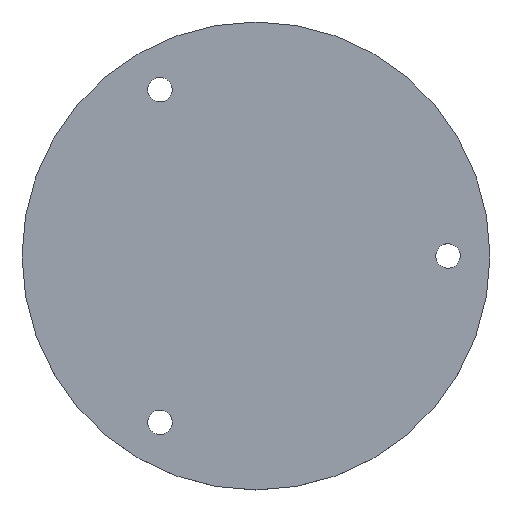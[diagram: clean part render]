
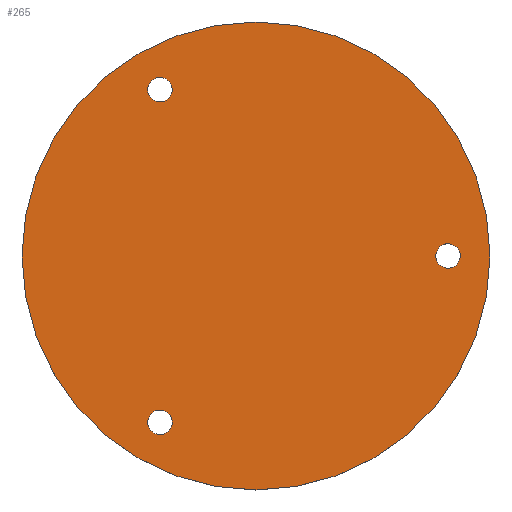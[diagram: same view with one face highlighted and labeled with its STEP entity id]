
A CAD part, top view. The second image highlights one B-rep face of the part: STEP entity #265.
In plain terms, the highlighted planar face has unit normal (0, 0, 1).
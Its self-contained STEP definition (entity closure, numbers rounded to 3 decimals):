
#63=CARTESIAN_POINT('Vertex',(25.964,0.839,3.4)) ;
#77=CARTESIAN_POINT('Vertex',(29.036,-0.839,3.4)) ;
#80=CARTESIAN_POINT('Axis2P3D Location',(27.5,0.,3.4)) ;
#97=CARTESIAN_POINT('Axis2P3D Location',(27.5,0.,3.4)) ;
#120=CARTESIAN_POINT('Vertex',(33.5,0.,3.4)) ;
#134=CARTESIAN_POINT('Vertex',(-33.5,0.,3.4)) ;
#137=CARTESIAN_POINT('Axis2P3D Location',(0.,0.,3.4)) ;
#154=CARTESIAN_POINT('Axis2P3D Location',(0.,0.,3.4)) ;
#216=CARTESIAN_POINT('Axis2P3D Location',(0.,0.,3.4)) ;
#229=CARTESIAN_POINT('Axis2P3D Location',(-13.75,23.816,3.4)) ;
#233=CARTESIAN_POINT('Vertex',(-13.791,25.565,3.4)) ;
#235=CARTESIAN_POINT('Vertex',(-13.709,22.066,3.4)) ;
#238=CARTESIAN_POINT('Axis2P3D Location',(-13.75,23.816,3.4)) ;
#247=CARTESIAN_POINT('Axis2P3D Location',(-13.75,-23.816,3.4)) ;
#251=CARTESIAN_POINT('Vertex',(-15.244,-24.726,3.4)) ;
#253=CARTESIAN_POINT('Vertex',(-12.256,-22.905,3.4)) ;
#256=CARTESIAN_POINT('Axis2P3D Location',(-13.75,-23.816,3.4)) ;
#81=DIRECTION('Axis2P3D Direction',(0.,0.,-1.)) ;
#98=DIRECTION('Axis2P3D Direction',(0.,0.,-1.)) ;
#138=DIRECTION('Axis2P3D Direction',(0.,0.,1.)) ;
#155=DIRECTION('Axis2P3D Direction',(0.,0.,1.)) ;
#217=DIRECTION('Axis2P3D Direction',(0.,0.,1.)) ;
#218=DIRECTION('Axis2P3D XDirection',(1.,0.,0.)) ;
#230=DIRECTION('Axis2P3D Direction',(0.,0.,1.)) ;
#239=DIRECTION('Axis2P3D Direction',(0.,0.,1.)) ;
#248=DIRECTION('Axis2P3D Direction',(0.,0.,1.)) ;
#257=DIRECTION('Axis2P3D Direction',(0.,0.,1.)) ;
#82=AXIS2_PLACEMENT_3D('Circle Axis2P3D',#80,#81,$) ;
#99=AXIS2_PLACEMENT_3D('Circle Axis2P3D',#97,#98,$) ;
#139=AXIS2_PLACEMENT_3D('Circle Axis2P3D',#137,#138,$) ;
#156=AXIS2_PLACEMENT_3D('Circle Axis2P3D',#154,#155,$) ;
#219=AXIS2_PLACEMENT_3D('Plane Axis2P3D',#216,#217,#218) ;
#231=AXIS2_PLACEMENT_3D('Circle Axis2P3D',#229,#230,$) ;
#240=AXIS2_PLACEMENT_3D('Circle Axis2P3D',#238,#239,$) ;
#249=AXIS2_PLACEMENT_3D('Circle Axis2P3D',#247,#248,$) ;
#258=AXIS2_PLACEMENT_3D('Circle Axis2P3D',#256,#257,$) ;
#222=ORIENTED_EDGE('',*,*,#141,.T.) ;
#223=ORIENTED_EDGE('',*,*,#158,.T.) ;
#226=ORIENTED_EDGE('',*,*,#101,.F.) ;
#227=ORIENTED_EDGE('',*,*,#84,.F.) ;
#244=ORIENTED_EDGE('',*,*,#237,.F.) ;
#245=ORIENTED_EDGE('',*,*,#242,.F.) ;
#262=ORIENTED_EDGE('',*,*,#255,.F.) ;
#263=ORIENTED_EDGE('',*,*,#260,.F.) ;
#228=FACE_BOUND('',#225,.T.) ;
#246=FACE_BOUND('',#243,.T.) ;
#264=FACE_BOUND('',#261,.T.) ;
#265=ADVANCED_FACE('',(#224,#228,#246,#264),#220,.T.) ;
#83=CIRCLE('generated circle',#82,1.75) ;
#100=CIRCLE('generated circle',#99,1.75) ;
#140=CIRCLE('generated circle',#139,33.5) ;
#157=CIRCLE('generated circle',#156,33.5) ;
#232=CIRCLE('generated circle',#231,1.75) ;
#241=CIRCLE('generated circle',#240,1.75) ;
#250=CIRCLE('generated circle',#249,1.75) ;
#259=CIRCLE('generated circle',#258,1.75) ;
#84=EDGE_CURVE('',#78,#64,#83,.F.) ;
#101=EDGE_CURVE('',#64,#78,#100,.F.) ;
#141=EDGE_CURVE('',#121,#135,#140,.T.) ;
#158=EDGE_CURVE('',#135,#121,#157,.T.) ;
#237=EDGE_CURVE('',#234,#236,#232,.T.) ;
#242=EDGE_CURVE('',#236,#234,#241,.T.) ;
#255=EDGE_CURVE('',#252,#254,#250,.T.) ;
#260=EDGE_CURVE('',#254,#252,#259,.T.) ;
#221=EDGE_LOOP('',(#222,#223)) ;
#225=EDGE_LOOP('',(#226,#227)) ;
#243=EDGE_LOOP('',(#244,#245)) ;
#261=EDGE_LOOP('',(#262,#263)) ;
#224=FACE_OUTER_BOUND('',#221,.T.) ;
#220=PLANE('Plane',#219) ;
#64=VERTEX_POINT('',#63) ;
#78=VERTEX_POINT('',#77) ;
#121=VERTEX_POINT('',#120) ;
#135=VERTEX_POINT('',#134) ;
#234=VERTEX_POINT('',#233) ;
#236=VERTEX_POINT('',#235) ;
#252=VERTEX_POINT('',#251) ;
#254=VERTEX_POINT('',#253) ;
